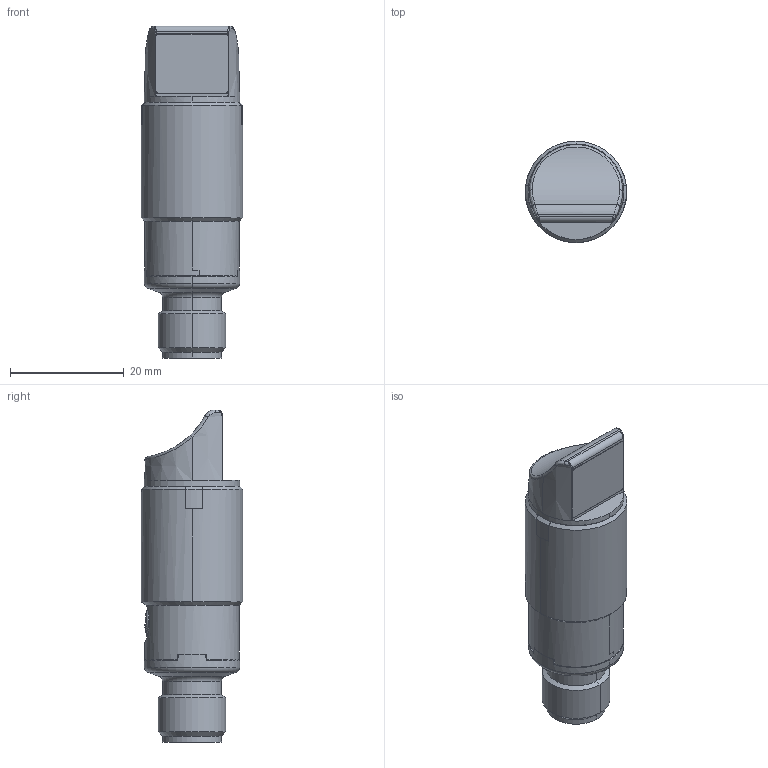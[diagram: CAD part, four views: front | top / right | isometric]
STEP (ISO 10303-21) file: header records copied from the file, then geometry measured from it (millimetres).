
FILE_DESCRIPTION((''),'2;1');
FILE_NAME('025','2021-02-01T15:51:32',('axu'),(''),'CREO PARAMETRIC BY PTC INC, 2019292','CREO PARAMETRIC BY PTC INC, 2019292','');
FILE_SCHEMA(('CONFIG_CONTROL_DESIGN','SHAPE_APPEARANCE_LAYERS_GROUPS'));
Length unit declared in the file: millimetre
Products named in the file (1): 025
Bounding box: 17.88 x 17.88 x 58.5 mm (x, y, z)
Volume: 10320 mm3; surface area: 5821.6 mm2
Topology: 1 solids, 1 shells, 322 faces, 818 edges, 513 vertices
Faces by surface type: plane 101, cylinder 93, bspline 49, cone 36, torus 31, sphere 12
Entity records: 15531 total; most frequent: CARTESIAN_POINT 4140, ORIENTED_EDGE 1616, DIRECTION 1533, EDGE_CURVE 808, FILL_AREA_STYLE_COLOUR 626, FILL_AREA_STYLE 626, SURFACE_STYLE_FILL_AREA 626, SURFACE_SIDE_STYLE 626
